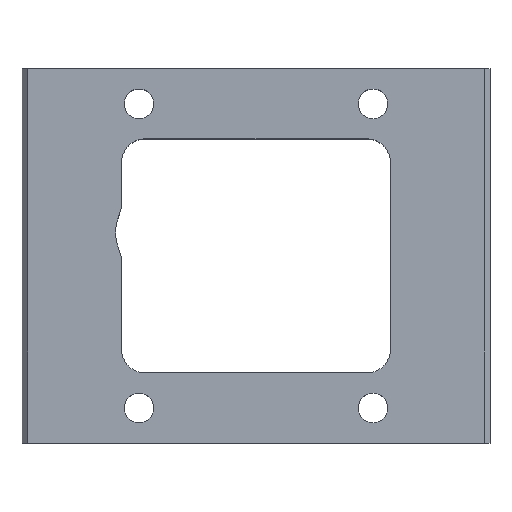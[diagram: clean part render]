
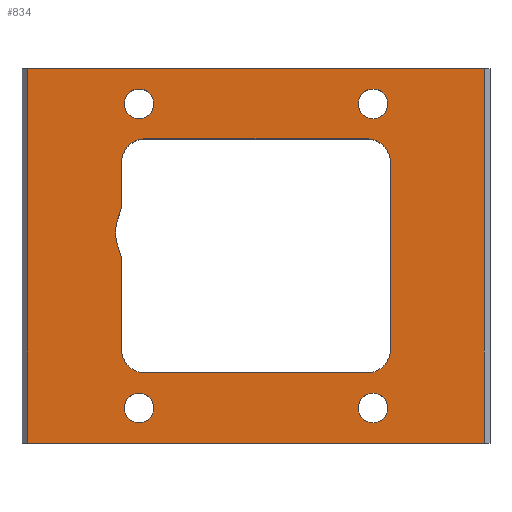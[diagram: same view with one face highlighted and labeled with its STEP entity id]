
A CAD part, top view. The second image highlights one B-rep face of the part: STEP entity #834.
In plain terms, the highlighted planar face has unit normal (0, 0, 1).
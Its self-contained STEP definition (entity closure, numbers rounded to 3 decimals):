
#58=FACE_BOUND('',#177,.T.);
#59=FACE_BOUND('',#178,.T.);
#60=FACE_BOUND('',#179,.T.);
#61=FACE_BOUND('',#180,.T.);
#62=FACE_BOUND('',#181,.T.);
#81=CIRCLE('',#907,2.);
#82=CIRCLE('',#908,4.);
#83=CIRCLE('',#909,2.);
#84=CIRCLE('',#910,2.);
#85=CIRCLE('',#911,2.);
#86=CIRCLE('',#912,2.);
#87=CIRCLE('',#913,2.);
#88=CIRCLE('',#914,1.265);
#89=CIRCLE('',#915,1.265);
#90=CIRCLE('',#916,1.265);
#91=CIRCLE('',#917,1.265);
#125=FACE_OUTER_BOUND('',#176,.T.);
#176=EDGE_LOOP('',(#614,#615,#616,#617));
#177=EDGE_LOOP('',(#618,#619,#620,#621,#622,#623,#624,#625,#626,#627,#628,
#629));
#178=EDGE_LOOP('',(#630));
#179=EDGE_LOOP('',(#631));
#180=EDGE_LOOP('',(#632));
#181=EDGE_LOOP('',(#633));
#231=LINE('',#1276,#301);
#247=LINE('',#1336,#317);
#250=LINE('',#1342,#320);
#251=LINE('',#1343,#321);
#252=LINE('',#1352,#322);
#253=LINE('',#1356,#323);
#254=LINE('',#1360,#324);
#255=LINE('',#1364,#325);
#256=LINE('',#1367,#326);
#301=VECTOR('',#1001,10.);
#317=VECTOR('',#1051,10.);
#320=VECTOR('',#1056,10.);
#321=VECTOR('',#1057,10.);
#322=VECTOR('',#1064,10.);
#323=VECTOR('',#1067,10.);
#324=VECTOR('',#1070,10.);
#325=VECTOR('',#1073,10.);
#326=VECTOR('',#1076,10.);
#370=VERTEX_POINT('',#1273);
#371=VERTEX_POINT('',#1275);
#398=VERTEX_POINT('',#1335);
#400=VERTEX_POINT('',#1341);
#401=VERTEX_POINT('',#1344);
#402=VERTEX_POINT('',#1345);
#403=VERTEX_POINT('',#1347);
#404=VERTEX_POINT('',#1349);
#405=VERTEX_POINT('',#1351);
#406=VERTEX_POINT('',#1353);
#407=VERTEX_POINT('',#1355);
#408=VERTEX_POINT('',#1357);
#409=VERTEX_POINT('',#1359);
#410=VERTEX_POINT('',#1361);
#411=VERTEX_POINT('',#1363);
#412=VERTEX_POINT('',#1365);
#413=VERTEX_POINT('',#1368);
#414=VERTEX_POINT('',#1370);
#415=VERTEX_POINT('',#1372);
#416=VERTEX_POINT('',#1374);
#452=EDGE_CURVE('',#370,#371,#231,.T.);
#482=EDGE_CURVE('',#371,#398,#247,.T.);
#485=EDGE_CURVE('',#400,#370,#250,.T.);
#486=EDGE_CURVE('',#400,#398,#251,.T.);
#487=EDGE_CURVE('',#401,#402,#81,.T.);
#488=EDGE_CURVE('',#401,#403,#82,.T.);
#489=EDGE_CURVE('',#404,#403,#83,.T.);
#490=EDGE_CURVE('',#404,#405,#252,.T.);
#491=EDGE_CURVE('',#406,#405,#84,.T.);
#492=EDGE_CURVE('',#406,#407,#253,.T.);
#493=EDGE_CURVE('',#408,#407,#85,.T.);
#494=EDGE_CURVE('',#408,#409,#254,.T.);
#495=EDGE_CURVE('',#410,#409,#86,.T.);
#496=EDGE_CURVE('',#410,#411,#255,.T.);
#497=EDGE_CURVE('',#412,#411,#87,.T.);
#498=EDGE_CURVE('',#412,#402,#256,.T.);
#499=EDGE_CURVE('',#413,#413,#88,.T.);
#500=EDGE_CURVE('',#414,#414,#89,.T.);
#501=EDGE_CURVE('',#415,#415,#90,.T.);
#502=EDGE_CURVE('',#416,#416,#91,.T.);
#614=ORIENTED_EDGE('',*,*,#482,.F.);
#615=ORIENTED_EDGE('',*,*,#452,.F.);
#616=ORIENTED_EDGE('',*,*,#485,.F.);
#617=ORIENTED_EDGE('',*,*,#486,.T.);
#618=ORIENTED_EDGE('',*,*,#487,.F.);
#619=ORIENTED_EDGE('',*,*,#488,.T.);
#620=ORIENTED_EDGE('',*,*,#489,.F.);
#621=ORIENTED_EDGE('',*,*,#490,.T.);
#622=ORIENTED_EDGE('',*,*,#491,.F.);
#623=ORIENTED_EDGE('',*,*,#492,.T.);
#624=ORIENTED_EDGE('',*,*,#493,.F.);
#625=ORIENTED_EDGE('',*,*,#494,.T.);
#626=ORIENTED_EDGE('',*,*,#495,.F.);
#627=ORIENTED_EDGE('',*,*,#496,.T.);
#628=ORIENTED_EDGE('',*,*,#497,.F.);
#629=ORIENTED_EDGE('',*,*,#498,.T.);
#630=ORIENTED_EDGE('',*,*,#499,.T.);
#631=ORIENTED_EDGE('',*,*,#500,.T.);
#632=ORIENTED_EDGE('',*,*,#501,.T.);
#633=ORIENTED_EDGE('',*,*,#502,.T.);
#818=PLANE('',#906);
#834=ADVANCED_FACE('',(#125,#58,#59,#60,#61,#62),#818,.T.);
#906=AXIS2_PLACEMENT_3D('',#1340,#1054,#1055);
#907=AXIS2_PLACEMENT_3D('',#1346,#1058,#1059);
#908=AXIS2_PLACEMENT_3D('',#1348,#1060,#1061);
#909=AXIS2_PLACEMENT_3D('',#1350,#1062,#1063);
#910=AXIS2_PLACEMENT_3D('',#1354,#1065,#1066);
#911=AXIS2_PLACEMENT_3D('',#1358,#1068,#1069);
#912=AXIS2_PLACEMENT_3D('',#1362,#1071,#1072);
#913=AXIS2_PLACEMENT_3D('',#1366,#1074,#1075);
#914=AXIS2_PLACEMENT_3D('',#1369,#1077,#1078);
#915=AXIS2_PLACEMENT_3D('',#1371,#1079,#1080);
#916=AXIS2_PLACEMENT_3D('',#1373,#1081,#1082);
#917=AXIS2_PLACEMENT_3D('',#1375,#1083,#1084);
#1001=DIRECTION('',(1.,0.,0.));
#1051=DIRECTION('',(0.,-1.,0.));
#1054=DIRECTION('center_axis',(0.,0.,1.));
#1055=DIRECTION('ref_axis',(1.,0.,0.));
#1056=DIRECTION('',(0.,1.,0.));
#1057=DIRECTION('',(1.,0.,0.));
#1058=DIRECTION('center_axis',(0.,0.,-1.));
#1059=DIRECTION('ref_axis',(0.979,0.204,0.));
#1060=DIRECTION('center_axis',(0.,0.,-1.));
#1061=DIRECTION('ref_axis',(-1.,0.,0.));
#1062=DIRECTION('center_axis',(0.,0.,-1.));
#1063=DIRECTION('ref_axis',(0.979,-0.204,0.));
#1064=DIRECTION('',(0.,1.,0.));
#1065=DIRECTION('center_axis',(0.,0.,1.));
#1066=DIRECTION('ref_axis',(-0.707,0.707,0.));
#1067=DIRECTION('',(1.,0.,0.));
#1068=DIRECTION('center_axis',(0.,0.,1.));
#1069=DIRECTION('ref_axis',(0.707,0.707,0.));
#1070=DIRECTION('',(0.,-1.,0.));
#1071=DIRECTION('center_axis',(0.,0.,1.));
#1072=DIRECTION('ref_axis',(0.707,-0.707,0.));
#1073=DIRECTION('',(-1.,0.,0.));
#1074=DIRECTION('center_axis',(0.,0.,1.));
#1075=DIRECTION('ref_axis',(-0.707,-0.707,0.));
#1076=DIRECTION('',(0.,1.,0.));
#1077=DIRECTION('center_axis',(0.,0.,-1.));
#1078=DIRECTION('ref_axis',(-1.,0.,0.));
#1079=DIRECTION('center_axis',(0.,0.,-1.));
#1080=DIRECTION('ref_axis',(-1.,0.,0.));
#1081=DIRECTION('center_axis',(0.,0.,-1.));
#1082=DIRECTION('ref_axis',(-1.,0.,0.));
#1083=DIRECTION('center_axis',(0.,0.,-1.));
#1084=DIRECTION('ref_axis',(-1.,0.,0.));
#1273=CARTESIAN_POINT('',(-19.5,32.,5.));
#1275=CARTESIAN_POINT('',(19.5,32.,5.));
#1276=CARTESIAN_POINT('',(-20.,32.,5.));
#1335=CARTESIAN_POINT('',(19.5,0.,5.));
#1336=CARTESIAN_POINT('',(19.5,0.,5.));
#1340=CARTESIAN_POINT('Origin',(-20.,0.,5.));
#1341=CARTESIAN_POINT('',(-19.5,0.,5.));
#1342=CARTESIAN_POINT('',(-19.5,0.,5.));
#1343=CARTESIAN_POINT('',(-20.,0.,5.));
#1344=CARTESIAN_POINT('',(-11.667,16.401,5.));
#1345=CARTESIAN_POINT('',(-11.5,15.602,5.));
#1346=CARTESIAN_POINT('Origin',(-13.5,15.602,5.));
#1347=CARTESIAN_POINT('',(-11.667,19.599,5.));
#1348=CARTESIAN_POINT('Origin',(-8.,18.,5.));
#1349=CARTESIAN_POINT('',(-11.5,20.398,5.));
#1350=CARTESIAN_POINT('Origin',(-13.5,20.398,5.));
#1351=CARTESIAN_POINT('',(-11.5,24.,5.));
#1352=CARTESIAN_POINT('',(-11.5,9.968,5.));
#1353=CARTESIAN_POINT('',(-9.5,26.,5.));
#1354=CARTESIAN_POINT('Origin',(-9.5,24.,5.));
#1355=CARTESIAN_POINT('',(9.5,26.,5.));
#1356=CARTESIAN_POINT('',(-15.75,26.,5.));
#1357=CARTESIAN_POINT('',(11.5,24.,5.));
#1358=CARTESIAN_POINT('Origin',(9.5,24.,5.));
#1359=CARTESIAN_POINT('',(11.5,8.,5.));
#1360=CARTESIAN_POINT('',(11.5,13.,5.));
#1361=CARTESIAN_POINT('',(9.5,6.,5.));
#1362=CARTESIAN_POINT('Origin',(9.5,8.,5.));
#1363=CARTESIAN_POINT('',(-9.5,6.,5.));
#1364=CARTESIAN_POINT('',(-4.25,6.,5.));
#1365=CARTESIAN_POINT('',(-11.5,8.,5.));
#1366=CARTESIAN_POINT('Origin',(-9.5,8.,5.));
#1367=CARTESIAN_POINT('',(-11.5,3.,5.));
#1368=CARTESIAN_POINT('',(11.265,3.,5.));
#1369=CARTESIAN_POINT('Origin',(10.,3.,5.));
#1370=CARTESIAN_POINT('',(-8.736,29.,5.));
#1371=CARTESIAN_POINT('Origin',(-10.,29.,5.));
#1372=CARTESIAN_POINT('',(11.265,29.,5.));
#1373=CARTESIAN_POINT('Origin',(10.,29.,5.));
#1374=CARTESIAN_POINT('',(-8.736,3.,5.));
#1375=CARTESIAN_POINT('Origin',(-10.,3.,5.));
